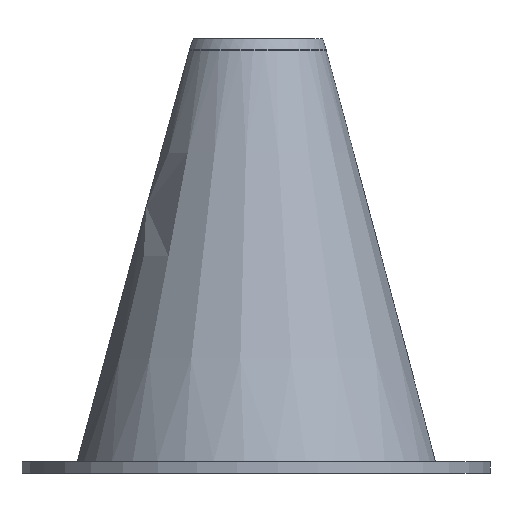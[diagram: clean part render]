
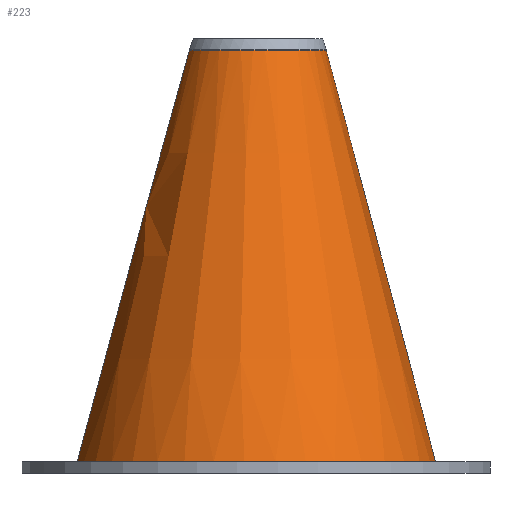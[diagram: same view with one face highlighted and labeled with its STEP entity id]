
A CAD part, front view. The second image highlights one B-rep face of the part: STEP entity #223.
In plain terms, the highlighted conical face has half-angle 14.931 degrees and reference radius 24.765 mm.
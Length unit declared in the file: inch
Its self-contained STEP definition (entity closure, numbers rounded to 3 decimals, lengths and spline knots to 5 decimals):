
#64=FACE_OUTER_BOUND('',#77,.T.);
#77=EDGE_LOOP('',(#201,#202,#203,#204));
#85=CIRCLE('',#252,0.375);
#89=CIRCLE('',#260,0.95833);
#93=(
BOUNDED_CURVE()
B_SPLINE_CURVE(2,(#359,#360,#361),.UNSPECIFIED.,.F.,.F.)
B_SPLINE_CURVE_WITH_KNOTS((3,3),(0.,5.75921),.UNSPECIFIED.)
CURVE()
GEOMETRIC_REPRESENTATION_ITEM()
RATIONAL_B_SPLINE_CURVE((1.,1.118,1.))
REPRESENTATION_ITEM('')
);
#95=(
BOUNDED_CURVE()
B_SPLINE_CURVE(2,(#389,#390,#391),.UNSPECIFIED.,.F.,.F.)
B_SPLINE_CURVE_WITH_KNOTS((3,3),(0.,5.75921),.UNSPECIFIED.)
CURVE()
GEOMETRIC_REPRESENTATION_ITEM()
RATIONAL_B_SPLINE_CURVE((1.,1.118,1.))
REPRESENTATION_ITEM('')
);
#106=VERTEX_POINT('',#356);
#107=VERTEX_POINT('',#358);
#111=VERTEX_POINT('',#378);
#113=VERTEX_POINT('',#388);
#127=EDGE_CURVE('',#107,#106,#93,.T.);
#136=EDGE_CURVE('',#111,#107,#85,.T.);
#140=EDGE_CURVE('',#113,#111,#95,.T.);
#146=EDGE_CURVE('',#113,#106,#89,.T.);
#201=ORIENTED_EDGE('',*,*,#140,.T.);
#202=ORIENTED_EDGE('',*,*,#136,.T.);
#203=ORIENTED_EDGE('',*,*,#127,.T.);
#204=ORIENTED_EDGE('',*,*,#146,.F.);
#211=CONICAL_SURFACE('',#261,0.975,0.261);
#223=ADVANCED_FACE('',(#64),#211,.T.);
#252=AXIS2_PLACEMENT_3D('',#379,#301,#302);
#260=AXIS2_PLACEMENT_3D('',#401,#321,#322);
#261=AXIS2_PLACEMENT_3D('',#402,#323,#324);
#301=DIRECTION('center_axis',(0.,0.,-1.));
#302=DIRECTION('ref_axis',(1.,0.,0.));
#321=DIRECTION('center_axis',(0.,0.,-1.));
#322=DIRECTION('ref_axis',(1.,0.,0.));
#323=DIRECTION('center_axis',(0.,0.,-1.));
#324=DIRECTION('ref_axis',(1.,0.,0.));
#356=CARTESIAN_POINT('',(-0.95015,-0.125,0.0625));
#358=CARTESIAN_POINT('',(-0.35355,-0.125,2.25));
#359=CARTESIAN_POINT('Ctrl Pts',(-0.35355,-0.125,2.25));
#360=CARTESIAN_POINT('Ctrl Pts',(-0.52135,-0.125,1.65677));
#361=CARTESIAN_POINT('Ctrl Pts',(-0.95015,-0.125,0.0625));
#378=CARTESIAN_POINT('',(-0.35355,0.125,2.25));
#379=CARTESIAN_POINT('Origin',(0.,0.,2.25));
#388=CARTESIAN_POINT('',(-0.95015,0.125,0.0625));
#389=CARTESIAN_POINT('Ctrl Pts',(-0.95015,0.125,0.0625));
#390=CARTESIAN_POINT('Ctrl Pts',(-0.52135,0.125,1.65677));
#391=CARTESIAN_POINT('Ctrl Pts',(-0.35355,0.125,2.25));
#401=CARTESIAN_POINT('Origin',(0.,0.,0.0625));
#402=CARTESIAN_POINT('Origin',(0.,0.,0.));
